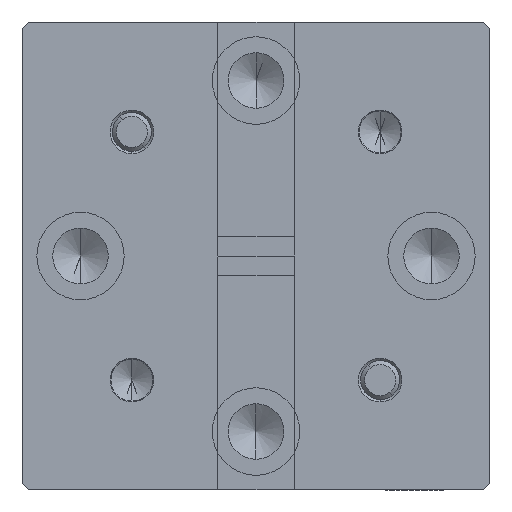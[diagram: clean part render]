
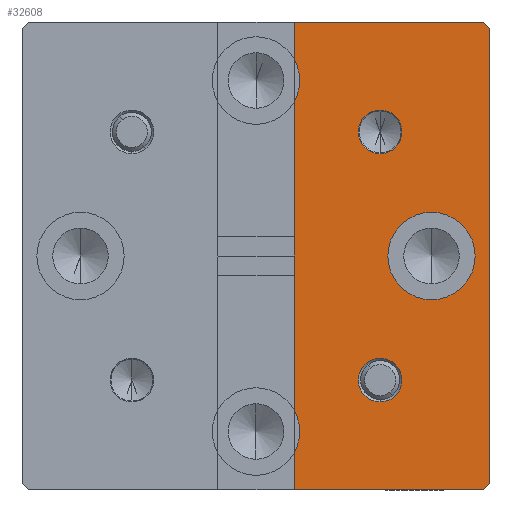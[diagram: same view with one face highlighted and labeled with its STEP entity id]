
A CAD part, left-side view. The second image highlights one B-rep face of the part: STEP entity #32608.
In plain terms, the highlighted planar face has unit normal (-1, 0, 0).
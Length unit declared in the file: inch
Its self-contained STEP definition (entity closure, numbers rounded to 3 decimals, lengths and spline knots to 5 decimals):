
#773 = ORIENTED_EDGE ( 'NONE', *, *, #3913, .T. ) ;
#1175 = VERTEX_POINT ( 'NONE', #11944 ) ;
#1241 = VECTOR ( 'NONE', #41307, 39.37008 ) ;
#1718 = DIRECTION ( 'NONE',  ( 0., 1., 0. ) ) ;
#2062 = FACE_BOUND ( 'NONE', #9011, .T. ) ;
#2372 = EDGE_CURVE ( 'NONE', #2799, #26134, #23641, .T. ) ;
#2427 = PLANE ( 'NONE',  #13905 ) ;
#2446 = AXIS2_PLACEMENT_3D ( 'NONE', #2727, #44980, #19630 ) ;
#2622 = CARTESIAN_POINT ( 'NONE',  ( 0.46191, 0.84681, 1.21759 ) ) ;
#2727 = CARTESIAN_POINT ( 'NONE',  ( 0.46191, 0.94056, 1.58259 ) ) ;
#2799 = VERTEX_POINT ( 'NONE', #15020 ) ;
#3230 = DIRECTION ( 'NONE',  ( 0., 0., 1. ) ) ;
#3235 = VERTEX_POINT ( 'NONE', #47092 ) ;
#3403 = CIRCLE ( 'NONE', #22122, 0.035 ) ;
#3440 = VERTEX_POINT ( 'NONE', #13644 ) ;
#3729 = DIRECTION ( 'NONE',  ( -1., 0., 0. ) ) ;
#3913 = EDGE_CURVE ( 'NONE', #26134, #11290, #52036, .T. ) ;
#4017 = CIRCLE ( 'NONE', #21769, 0.07 ) ;
#4126 = VECTOR ( 'NONE', #9639, 39.37008 ) ;
#4916 = CARTESIAN_POINT ( 'NONE',  ( 0.46191, 1.16081, 1.82951 ) ) ;
#6406 = ORIENTED_EDGE ( 'NONE', *, *, #7175, .T. ) ;
#7086 = CARTESIAN_POINT ( 'NONE',  ( 0.46191, 1.16081, 1.95759 ) ) ;
#7175 = EDGE_CURVE ( 'NONE', #52626, #3440, #10143, .T. ) ;
#7232 = ORIENTED_EDGE ( 'NONE', *, *, #45597, .T. ) ;
#7255 = CARTESIAN_POINT ( 'NONE',  ( 0.46191, 0.94056, 1.58259 ) ) ;
#7519 = EDGE_CURVE ( 'NONE', #19727, #1175, #3403, .T. ) ;
#7621 = ORIENTED_EDGE ( 'NONE', *, *, #54429, .F. ) ;
#7694 = EDGE_CURVE ( 'NONE', #28160, #39724, #27558, .T. ) ;
#8241 = EDGE_CURVE ( 'NONE', #3235, #27287, #4017, .T. ) ;
#8412 = ORIENTED_EDGE ( 'NONE', *, *, #17789, .F. ) ;
#8506 = CIRCLE ( 'NONE', #2446, 0.07 ) ;
#8973 = VERTEX_POINT ( 'NONE', #31689 ) ;
#9011 = EDGE_LOOP ( 'NONE', ( #24856, #22950 ) ) ;
#9639 = DIRECTION ( 'NONE',  ( 0., 0., -1. ) ) ;
#10143 = LINE ( 'NONE', #40449, #26309 ) ;
#10745 = VERTEX_POINT ( 'NONE', #37718 ) ;
#10976 = VECTOR ( 'NONE', #1718, 39.37008 ) ;
#11172 = EDGE_LOOP ( 'NONE', ( #44285, #26637, #6406, #31112, #39778, #23358, #19082, #773, #7232, #8412 ) ) ;
#11290 = VERTEX_POINT ( 'NONE', #7086 ) ;
#11559 = DIRECTION ( 'NONE',  ( -1., 0., 0. ) ) ;
#11944 = CARTESIAN_POINT ( 'NONE',  ( 0.46191, 1.02294, 1.74647 ) ) ;
#12851 = FACE_BOUND ( 'NONE', #27414, .T. ) ;
#13644 = CARTESIAN_POINT ( 'NONE',  ( 0.46191, 1.16081, 1.20759 ) ) ;
#13905 = AXIS2_PLACEMENT_3D ( 'NONE', #28503, #23854, #27781 ) ;
#13942 = VERTEX_POINT ( 'NONE', #19403 ) ;
#15020 = CARTESIAN_POINT ( 'NONE',  ( 0.46191, 0.84681, 1.94759 ) ) ;
#15792 = DIRECTION ( 'NONE',  ( -1., 0., 0. ) ) ;
#16301 = DIRECTION ( 'NONE',  ( 0., 0., -1. ) ) ;
#16791 = DIRECTION ( 'NONE',  ( -1., 0., 0. ) ) ;
#16980 = DIRECTION ( 'NONE',  ( 0., 0., 1. ) ) ;
#17121 = CIRCLE ( 'NONE', #47304, 0.035 ) ;
#17789 = EDGE_CURVE ( 'NONE', #28160, #13942, #34725, .T. ) ;
#17881 = CARTESIAN_POINT ( 'NONE',  ( 0.46191, 1.16081, 1.33568 ) ) ;
#19061 = CARTESIAN_POINT ( 'NONE',  ( 0.46191, 1.02294, 1.41872 ) ) ;
#19082 = ORIENTED_EDGE ( 'NONE', *, *, #2372, .T. ) ;
#19403 = CARTESIAN_POINT ( 'NONE',  ( 0.46191, 1.16081, 1.89818 ) ) ;
#19630 = DIRECTION ( 'NONE',  ( 0., 0., 1. ) ) ;
#19727 = VERTEX_POINT ( 'NONE', #31585 ) ;
#19823 = EDGE_CURVE ( 'NONE', #49051, #10745, #53540, .T. ) ;
#20575 = EDGE_CURVE ( 'NONE', #2799, #8973, #43344, .T. ) ;
#21769 = AXIS2_PLACEMENT_3D ( 'NONE', #7255, #11559, #41231 ) ;
#22109 = CIRCLE ( 'NONE', #52668, 0.07 ) ;
#22122 = AXIS2_PLACEMENT_3D ( 'NONE', #32091, #35861, #53559 ) ;
#22227 = AXIS2_PLACEMENT_3D ( 'NONE', #29447, #3729, #26285 ) ;
#22950 = ORIENTED_EDGE ( 'NONE', *, *, #24030, .F. ) ;
#23358 = ORIENTED_EDGE ( 'NONE', *, *, #20575, .F. ) ;
#23641 = LINE ( 'NONE', #43061, #36374 ) ;
#23854 = DIRECTION ( 'NONE',  ( 1., 0., 0. ) ) ;
#23884 = VECTOR ( 'NONE', #28129, 39.37008 ) ;
#24030 = EDGE_CURVE ( 'NONE', #10745, #49051, #17121, .T. ) ;
#24070 = AXIS2_PLACEMENT_3D ( 'NONE', #53767, #40959, #32127 ) ;
#24790 = ORIENTED_EDGE ( 'NONE', *, *, #25119, .F. ) ;
#24856 = ORIENTED_EDGE ( 'NONE', *, *, #19823, .F. ) ;
#25119 = EDGE_CURVE ( 'NONE', #1175, #19727, #37186, .T. ) ;
#25601 = ORIENTED_EDGE ( 'NONE', *, *, #7519, .F. ) ;
#26134 = VERTEX_POINT ( 'NONE', #35954 ) ;
#26285 = DIRECTION ( 'NONE',  ( 0., 0., 1. ) ) ;
#26309 = VECTOR ( 'NONE', #44565, 39.37008 ) ;
#26626 = CARTESIAN_POINT ( 'NONE',  ( 0.46191, 1.22181, 1.30134 ) ) ;
#26637 = ORIENTED_EDGE ( 'NONE', *, *, #29347, .F. ) ;
#26837 = EDGE_CURVE ( 'NONE', #30958, #3440, #29657, .T. ) ;
#27287 = VERTEX_POINT ( 'NONE', #52383 ) ;
#27414 = EDGE_LOOP ( 'NONE', ( #25601, #24790 ) ) ;
#27558 = LINE ( 'NONE', #37691, #42361 ) ;
#27781 = DIRECTION ( 'NONE',  ( 0., 0., 1. ) ) ;
#28129 = DIRECTION ( 'NONE',  ( 0., 0., -1. ) ) ;
#28160 = VERTEX_POINT ( 'NONE', #4916 ) ;
#28503 = CARTESIAN_POINT ( 'NONE',  ( 0.46191, 0.84681, 1.95759 ) ) ;
#29347 = EDGE_CURVE ( 'NONE', #52626, #39724, #22109, .T. ) ;
#29447 = CARTESIAN_POINT ( 'NONE',  ( 0.46191, 1.22181, 1.86384 ) ) ;
#29657 = LINE ( 'NONE', #38222, #45766 ) ;
#30213 = EDGE_CURVE ( 'NONE', #30958, #8973, #44220, .T. ) ;
#30701 = DIRECTION ( 'NONE',  ( 0., 0., 1. ) ) ;
#30884 = DIRECTION ( 'NONE',  ( -1., 0., 0. ) ) ;
#30958 = VERTEX_POINT ( 'NONE', #54170 ) ;
#31112 = ORIENTED_EDGE ( 'NONE', *, *, #26837, .F. ) ;
#31585 = CARTESIAN_POINT ( 'NONE',  ( 0.46191, 1.02294, 1.81647 ) ) ;
#31689 = CARTESIAN_POINT ( 'NONE',  ( 0.46191, 0.84681, 1.21759 ) ) ;
#32091 = CARTESIAN_POINT ( 'NONE',  ( 0.46191, 1.02294, 1.78147 ) ) ;
#32127 = DIRECTION ( 'NONE',  ( 0., 0., 1. ) ) ;
#32608 = ADVANCED_FACE ( 'NONE', ( #37644, #2062, #12851, #41716 ), #2427, .F. ) ;
#33686 = ORIENTED_EDGE ( 'NONE', *, *, #8241, .F. ) ;
#34725 = CIRCLE ( 'NONE', #22227, 0.07 ) ;
#35169 = CARTESIAN_POINT ( 'NONE',  ( 0.46191, 1.16081, 1.95759 ) ) ;
#35358 = CARTESIAN_POINT ( 'NONE',  ( 0.46191, 1.16081, 1.26701 ) ) ;
#35861 = DIRECTION ( 'NONE',  ( -1., 0., 0. ) ) ;
#35954 = CARTESIAN_POINT ( 'NONE',  ( 0.46191, 0.85681, 1.95759 ) ) ;
#36374 = VECTOR ( 'NONE', #55097, 39.37008 ) ;
#36574 = CARTESIAN_POINT ( 'NONE',  ( 0.46191, 0.84681, 1.95759 ) ) ;
#37186 = CIRCLE ( 'NONE', #49487, 0.035 ) ;
#37644 = FACE_BOUND ( 'NONE', #40194, .T. ) ;
#37691 = CARTESIAN_POINT ( 'NONE',  ( 0.46191, 1.16081, 1.95759 ) ) ;
#37718 = CARTESIAN_POINT ( 'NONE',  ( 0.46191, 1.02294, 1.34872 ) ) ;
#37936 = CARTESIAN_POINT ( 'NONE',  ( 0.46191, 1.02294, 1.78147 ) ) ;
#38222 = CARTESIAN_POINT ( 'NONE',  ( 0.46191, 0.84681, 1.20759 ) ) ;
#39724 = VERTEX_POINT ( 'NONE', #17881 ) ;
#39778 = ORIENTED_EDGE ( 'NONE', *, *, #30213, .T. ) ;
#40194 = EDGE_LOOP ( 'NONE', ( #33686, #7621 ) ) ;
#40449 = CARTESIAN_POINT ( 'NONE',  ( 0.46191, 1.16081, 1.95759 ) ) ;
#40959 = DIRECTION ( 'NONE',  ( -1., 0., 0. ) ) ;
#41231 = DIRECTION ( 'NONE',  ( 0., 0., 1. ) ) ;
#41307 = DIRECTION ( 'NONE',  ( 0., -0.707, 0.707 ) ) ;
#41716 = FACE_OUTER_BOUND ( 'NONE', #11172, .T. ) ;
#42361 = VECTOR ( 'NONE', #16301, 39.37008 ) ;
#43061 = CARTESIAN_POINT ( 'NONE',  ( 0.46191, 0.84681, 1.94759 ) ) ;
#43344 = LINE ( 'NONE', #36574, #23884 ) ;
#43780 = LINE ( 'NONE', #35169, #4126 ) ;
#44220 = LINE ( 'NONE', #2622, #1241 ) ;
#44285 = ORIENTED_EDGE ( 'NONE', *, *, #7694, .T. ) ;
#44565 = DIRECTION ( 'NONE',  ( 0., 0., -1. ) ) ;
#44980 = DIRECTION ( 'NONE',  ( -1., 0., 0. ) ) ;
#45597 = EDGE_CURVE ( 'NONE', #11290, #13942, #43780, .T. ) ;
#45766 = VECTOR ( 'NONE', #46521, 39.37008 ) ;
#46521 = DIRECTION ( 'NONE',  ( 0., 1., 0. ) ) ;
#47092 = CARTESIAN_POINT ( 'NONE',  ( 0.46191, 0.94056, 1.65259 ) ) ;
#47304 = AXIS2_PLACEMENT_3D ( 'NONE', #50812, #16791, #16980 ) ;
#49051 = VERTEX_POINT ( 'NONE', #19061 ) ;
#49065 = CARTESIAN_POINT ( 'NONE',  ( 0.46191, 0.84681, 1.95759 ) ) ;
#49487 = AXIS2_PLACEMENT_3D ( 'NONE', #37936, #15792, #3230 ) ;
#50812 = CARTESIAN_POINT ( 'NONE',  ( 0.46191, 1.02294, 1.38372 ) ) ;
#52036 = LINE ( 'NONE', #49065, #10976 ) ;
#52383 = CARTESIAN_POINT ( 'NONE',  ( 0.46191, 0.94056, 1.51259 ) ) ;
#52626 = VERTEX_POINT ( 'NONE', #35358 ) ;
#52668 = AXIS2_PLACEMENT_3D ( 'NONE', #26626, #30884, #30701 ) ;
#53540 = CIRCLE ( 'NONE', #24070, 0.035 ) ;
#53559 = DIRECTION ( 'NONE',  ( 0., 0., 1. ) ) ;
#53767 = CARTESIAN_POINT ( 'NONE',  ( 0.46191, 1.02294, 1.38372 ) ) ;
#54170 = CARTESIAN_POINT ( 'NONE',  ( 0.46191, 0.85681, 1.20759 ) ) ;
#54429 = EDGE_CURVE ( 'NONE', #27287, #3235, #8506, .T. ) ;
#55097 = DIRECTION ( 'NONE',  ( 0., 0.707, 0.707 ) ) ;
